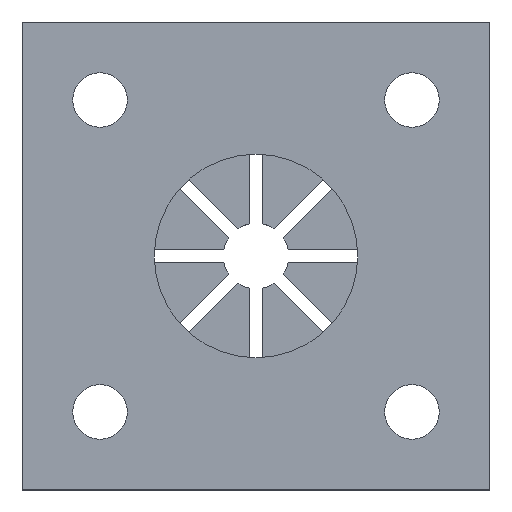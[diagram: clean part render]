
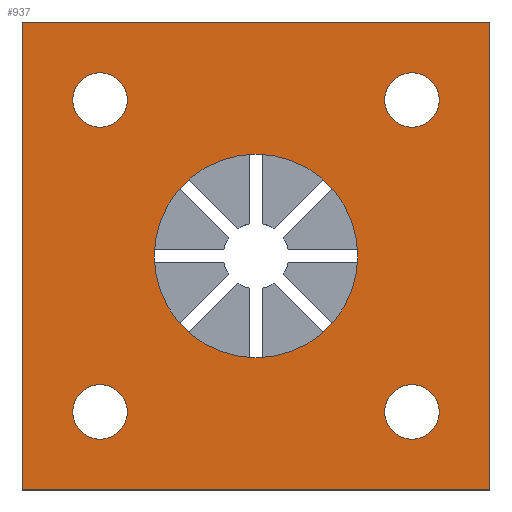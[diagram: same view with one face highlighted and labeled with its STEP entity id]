
A CAD part, top view. The second image highlights one B-rep face of the part: STEP entity #937.
In plain terms, the highlighted planar face has unit normal (0, 0, 1).
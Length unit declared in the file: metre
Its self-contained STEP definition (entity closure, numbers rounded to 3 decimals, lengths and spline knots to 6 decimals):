
#36=CIRCLE('',#956,0.006528);
#74=CIRCLE('',#1029,0.00175);
#77=CIRCLE('',#1035,0.00175);
#80=CIRCLE('',#1041,0.00175);
#83=CIRCLE('',#1047,0.00175);
#330=ORIENTED_EDGE('',*,*,#453,.F.);
#331=ORIENTED_EDGE('',*,*,#459,.F.);
#332=ORIENTED_EDGE('',*,*,#349,.T.);
#333=ORIENTED_EDGE('',*,*,#343,.F.);
#334=ORIENTED_EDGE('',*,*,#340,.F.);
#335=ORIENTED_EDGE('',*,*,#346,.T.);
#336=ORIENTED_EDGE('',*,*,#462,.F.);
#337=ORIENTED_EDGE('',*,*,#456,.F.);
#338=ORIENTED_EDGE('',*,*,#351,.F.);
#340=EDGE_CURVE('',#466,#467,#556,.T.);
#343=EDGE_CURVE('',#467,#469,#559,.T.);
#346=EDGE_CURVE('',#466,#471,#562,.T.);
#349=EDGE_CURVE('',#471,#469,#565,.T.);
#351=EDGE_CURVE('',#473,#473,#36,.F.);
#453=EDGE_CURVE('',#543,#543,#74,.F.);
#456=EDGE_CURVE('',#546,#546,#77,.F.);
#459=EDGE_CURVE('',#549,#549,#80,.F.);
#462=EDGE_CURVE('',#552,#552,#83,.F.);
#466=VERTEX_POINT('',#1339);
#467=VERTEX_POINT('',#1341);
#469=VERTEX_POINT('',#1347);
#471=VERTEX_POINT('',#1353);
#473=VERTEX_POINT('',#1362);
#543=VERTEX_POINT('',#1569);
#546=VERTEX_POINT('',#1578);
#549=VERTEX_POINT('',#1587);
#552=VERTEX_POINT('',#1596);
#556=LINE('',#1340,#632);
#559=LINE('',#1346,#635);
#562=LINE('',#1352,#638);
#565=LINE('',#1358,#641);
#632=VECTOR('',#1058,1.);
#635=VECTOR('',#1063,1.);
#638=VECTOR('',#1068,1.);
#641=VECTOR('',#1073,1.);
#777=EDGE_LOOP('',(#330));
#778=EDGE_LOOP('',(#331));
#779=EDGE_LOOP('',(#332,#333,#334,#335));
#780=EDGE_LOOP('',(#336));
#781=EDGE_LOOP('',(#337));
#782=EDGE_LOOP('',(#338));
#853=FACE_BOUND('',#777,.T.);
#854=FACE_BOUND('',#778,.T.);
#855=FACE_BOUND('',#779,.T.);
#856=FACE_BOUND('',#780,.T.);
#857=FACE_BOUND('',#781,.T.);
#858=FACE_BOUND('',#782,.T.);
#885=PLANE('',#1052);
#937=ADVANCED_FACE('',(#853,#854,#855,#856,#857,#858),#885,.F.);
#956=AXIS2_PLACEMENT_3D('',#1361,#1077,#1078);
#1029=AXIS2_PLACEMENT_3D('',#1568,#1287,#1288);
#1035=AXIS2_PLACEMENT_3D('',#1577,#1299,#1300);
#1041=AXIS2_PLACEMENT_3D('',#1586,#1311,#1312);
#1047=AXIS2_PLACEMENT_3D('',#1595,#1323,#1324);
#1052=AXIS2_PLACEMENT_3D('',#1603,#1333,#1334);
#1058=DIRECTION('',(1.,0.,0.));
#1063=DIRECTION('',(0.,-1.,0.));
#1068=DIRECTION('',(0.,-1.,0.));
#1073=DIRECTION('',(1.,0.,0.));
#1077=DIRECTION('',(0.,0.,-1.));
#1078=DIRECTION('',(-1.,0.,0.));
#1287=DIRECTION('',(0.,0.,-1.));
#1288=DIRECTION('',(-1.,0.,0.));
#1299=DIRECTION('',(0.,0.,-1.));
#1300=DIRECTION('',(-1.,0.,0.));
#1311=DIRECTION('',(0.,0.,-1.));
#1312=DIRECTION('',(-1.,0.,0.));
#1323=DIRECTION('',(0.,0.,-1.));
#1324=DIRECTION('',(-1.,0.,0.));
#1333=DIRECTION('',(0.,0.,-1.));
#1334=DIRECTION('',(-1.,0.,0.));
#1339=CARTESIAN_POINT('',(-0.015,0.015,0.003074));
#1340=CARTESIAN_POINT('',(0.,0.015,0.003074));
#1341=CARTESIAN_POINT('',(0.015,0.015,0.003074));
#1346=CARTESIAN_POINT('',(0.015,0.015,0.003074));
#1347=CARTESIAN_POINT('',(0.015,-0.015,0.003074));
#1352=CARTESIAN_POINT('',(-0.015,0.015,0.003074));
#1353=CARTESIAN_POINT('',(-0.015,-0.015,0.003074));
#1358=CARTESIAN_POINT('',(0.,-0.015,0.003074));
#1361=CARTESIAN_POINT('',(0.,0.,0.003074));
#1362=CARTESIAN_POINT('',(-0.006528,0.,0.003074));
#1568=CARTESIAN_POINT('',(0.01,0.01,0.003074));
#1569=CARTESIAN_POINT('',(0.00825,0.01,0.003074));
#1577=CARTESIAN_POINT('',(-0.01,0.01,0.003074));
#1578=CARTESIAN_POINT('',(-0.01175,0.01,0.003074));
#1586=CARTESIAN_POINT('',(-0.01,-0.01,0.003074));
#1587=CARTESIAN_POINT('',(-0.01175,-0.01,0.003074));
#1595=CARTESIAN_POINT('',(0.01,-0.01,0.003074));
#1596=CARTESIAN_POINT('',(0.00825,-0.01,0.003074));
#1603=CARTESIAN_POINT('',(0.,0.015,0.003074));
